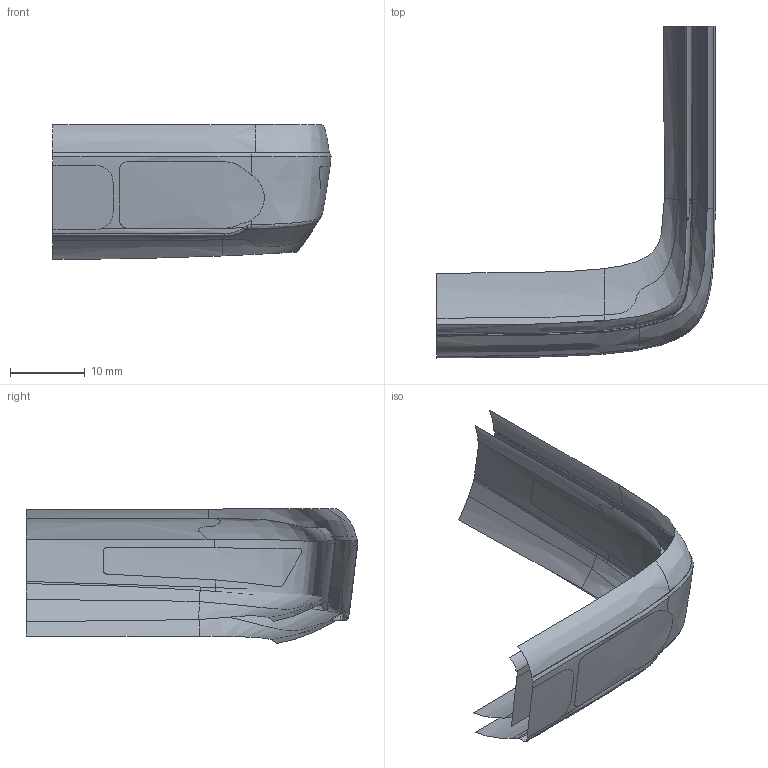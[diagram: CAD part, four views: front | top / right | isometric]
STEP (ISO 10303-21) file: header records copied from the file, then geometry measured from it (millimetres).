
FILE_DESCRIPTION (( 'STEP AP214' ), '1' );
FILE_NAME ('main_body_4.STEP', '2022-01-27T21:37:03', ( '' ), ( '' ), 'SwSTEP 2.0', 'SolidWorks 2021', '' );
FILE_SCHEMA (( 'AUTOMOTIVE_DESIGN' ));
Length unit declared in the file: millimetre
Products named in the file (1): main_body_4
Bounding box: 37.25 x 44.45 x 18.08 mm (x, y, z)
Surface area: 2804.2 mm2 (no closed solid volume)
Topology: 0 solids, 4 shells, 51 faces, 202 edges, 155 vertices
Faces by surface type: bspline 41, cylinder 7, plane 3
Entity records: 10189 total; most frequent: CARTESIAN_POINT 9036, ORIENTED_EDGE 336, EDGE_CURVE 202, B_SPLINE_CURVE_WITH_KNOTS 195, VERTEX_POINT 155, FACE_OUTER_BOUND 51, EDGE_LOOP 51, ADVANCED_FACE 51
